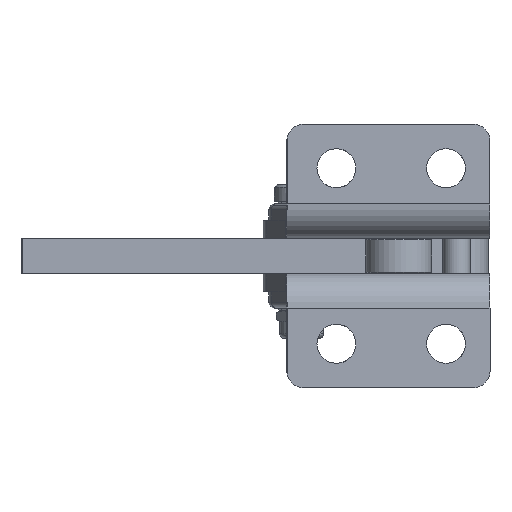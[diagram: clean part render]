
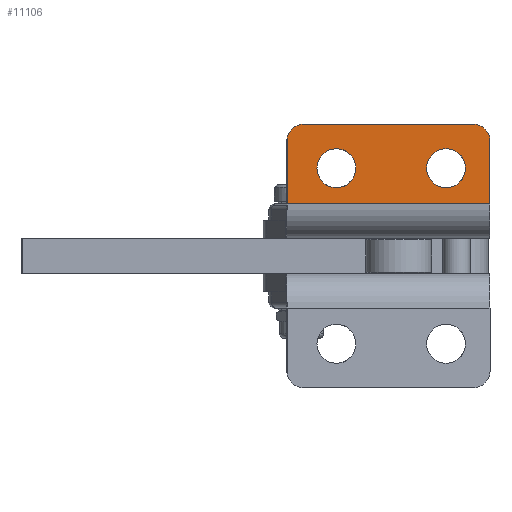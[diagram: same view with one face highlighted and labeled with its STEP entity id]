
A CAD part, front view. The second image highlights one B-rep face of the part: STEP entity #11106.
In plain terms, the highlighted planar face has unit normal (0.008, -1, 0).
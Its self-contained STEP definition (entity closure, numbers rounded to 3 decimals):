
#813=CARTESIAN_POINT('',(72.45,-36.799,-34.205));
#814=VERTEX_POINT('',#813);
#823=CARTESIAN_POINT('',(65.35,-36.852,-34.205));
#824=VERTEX_POINT('',#823);
#825=CARTESIAN_POINT('',(68.9,-36.825,-34.205));
#826=DIRECTION('',(-0.008,1.,0.));
#827=DIRECTION('',(1.,0.008,0.));
#828=AXIS2_PLACEMENT_3D('',#825,#826,#827);
#829=CIRCLE('',#828,3.55);
#830=EDGE_CURVE('',#824,#814,#829,.T.);
#876=CARTESIAN_POINT('',(92.449,-36.647,-34.205));
#877=VERTEX_POINT('',#876);
#886=CARTESIAN_POINT('',(85.349,-36.701,-34.205));
#887=VERTEX_POINT('',#886);
#888=CARTESIAN_POINT('',(88.899,-36.674,-34.205));
#889=DIRECTION('',(-0.008,1.,0.));
#890=DIRECTION('',(1.,0.008,0.));
#891=AXIS2_PLACEMENT_3D('',#888,#889,#890);
#892=CIRCLE('',#891,3.55);
#893=EDGE_CURVE('',#887,#877,#892,.T.);
#1012=CARTESIAN_POINT('',(96.02,-36.62,-27.083));
#1013=VERTEX_POINT('',#1012);
#1029=CARTESIAN_POINT('',(93.899,-36.636,-26.205));
#1030=VERTEX_POINT('',#1029);
#1037=CARTESIAN_POINT('',(93.899,-36.636,-29.205));
#1038=DIRECTION('',(-0.008,1.,0.));
#1039=DIRECTION('',(0.707,0.005,0.707));
#1040=AXIS2_PLACEMENT_3D('',#1037,#1038,#1039);
#1041=CIRCLE('',#1040,3.);
#1042=EDGE_CURVE('',#1030,#1013,#1041,.T.);
#1052=CARTESIAN_POINT('',(60.779,-36.887,-27.083));
#1053=VERTEX_POINT('',#1052);
#1062=CARTESIAN_POINT('',(62.9,-36.871,-26.205));
#1063=VERTEX_POINT('',#1062);
#1064=CARTESIAN_POINT('',(62.9,-36.871,-29.205));
#1065=DIRECTION('',(-0.008,1.,0.));
#1066=DIRECTION('',(-0.707,-0.005,0.707));
#1067=AXIS2_PLACEMENT_3D('',#1064,#1065,#1066);
#1068=CIRCLE('',#1067,3.);
#1069=EDGE_CURVE('',#1053,#1063,#1068,.T.);
#11004=CARTESIAN_POINT('',(59.9,-36.894,-29.205));
#11005=VERTEX_POINT('',#11004);
#11012=CARTESIAN_POINT('',(62.9,-36.871,-29.205));
#11013=DIRECTION('',(-0.008,1.,0.));
#11014=DIRECTION('',(-0.707,-0.005,0.707));
#11015=AXIS2_PLACEMENT_3D('',#11012,#11013,#11014);
#11016=CIRCLE('',#11015,3.);
#11017=EDGE_CURVE('',#11005,#1053,#11016,.T.);
#11028=CARTESIAN_POINT('',(93.899,-36.636,-26.205));
#11029=DIRECTION('',(-1.,-0.008,0.));
#11030=VECTOR('',#11029,31.);
#11031=LINE('',#11028,#11030);
#11032=EDGE_CURVE('',#1030,#1063,#11031,.T.);
#11044=CARTESIAN_POINT('',(78.58,-36.752,-49.073));
#11045=DIRECTION('',(-0.008,1.,0.));
#11046=DIRECTION('',(1.,0.008,0.));
#11047=AXIS2_PLACEMENT_3D('',#11044,#11045,#11046);
#11048=PLANE('',#11047);
#11049=ORIENTED_EDGE('',*,*,#11017,.F.);
#11050=CARTESIAN_POINT('',(59.9,-36.894,-40.704));
#11051=VERTEX_POINT('',#11050);
#11052=CARTESIAN_POINT('',(59.9,-36.894,-40.704));
#11053=DIRECTION('',(0.0,0.0,1.0));
#11054=VECTOR('',#11053,11.5);
#11055=LINE('',#11052,#11054);
#11056=EDGE_CURVE('',#11051,#11005,#11055,.T.);
#11057=ORIENTED_EDGE('',*,*,#11056,.F.);
#11058=CARTESIAN_POINT('',(96.899,-36.613,-40.704));
#11059=VERTEX_POINT('',#11058);
#11060=CARTESIAN_POINT('',(59.9,-36.894,-40.704));
#11061=DIRECTION('',(1.,0.008,0.));
#11062=VECTOR('',#11061,37.0);
#11063=LINE('',#11060,#11062);
#11064=EDGE_CURVE('',#11051,#11059,#11063,.T.);
#11065=ORIENTED_EDGE('',*,*,#11064,.T.);
#11066=CARTESIAN_POINT('',(96.899,-36.613,-29.205));
#11067=VERTEX_POINT('',#11066);
#11068=CARTESIAN_POINT('',(96.899,-36.613,-29.205));
#11069=DIRECTION('',(0.0,0.0,-1.0));
#11070=VECTOR('',#11069,11.5);
#11071=LINE('',#11068,#11070);
#11072=EDGE_CURVE('',#11067,#11059,#11071,.T.);
#11073=ORIENTED_EDGE('',*,*,#11072,.F.);
#11074=CARTESIAN_POINT('',(93.899,-36.636,-29.205));
#11075=DIRECTION('',(-0.008,1.,0.));
#11076=DIRECTION('',(0.707,0.005,0.707));
#11077=AXIS2_PLACEMENT_3D('',#11074,#11075,#11076);
#11078=CIRCLE('',#11077,3.);
#11079=EDGE_CURVE('',#1013,#11067,#11078,.T.);
#11080=ORIENTED_EDGE('',*,*,#11079,.F.);
#11081=ORIENTED_EDGE('',*,*,#1042,.F.);
#11082=ORIENTED_EDGE('',*,*,#11032,.T.);
#11083=ORIENTED_EDGE('',*,*,#1069,.F.);
#11084=EDGE_LOOP('',(#11049,#11057,#11065,#11073,#11080,#11081,#11082,#11083));
#11085=FACE_OUTER_BOUND('',#11084,.T.);
#11086=ORIENTED_EDGE('',*,*,#830,.T.);
#11087=CARTESIAN_POINT('',(68.9,-36.825,-34.205));
#11088=DIRECTION('',(-0.008,1.,0.));
#11089=DIRECTION('',(1.,0.008,0.));
#11090=AXIS2_PLACEMENT_3D('',#11087,#11088,#11089);
#11091=CIRCLE('',#11090,3.55);
#11092=EDGE_CURVE('',#814,#824,#11091,.T.);
#11093=ORIENTED_EDGE('',*,*,#11092,.T.);
#11094=EDGE_LOOP('',(#11086,#11093));
#11095=FACE_BOUND('',#11094,.T.);
#11096=ORIENTED_EDGE('',*,*,#893,.T.);
#11097=CARTESIAN_POINT('',(88.899,-36.674,-34.205));
#11098=DIRECTION('',(-0.008,1.,0.));
#11099=DIRECTION('',(1.,0.008,0.));
#11100=AXIS2_PLACEMENT_3D('',#11097,#11098,#11099);
#11101=CIRCLE('',#11100,3.55);
#11102=EDGE_CURVE('',#877,#887,#11101,.T.);
#11103=ORIENTED_EDGE('',*,*,#11102,.T.);
#11104=EDGE_LOOP('',(#11096,#11103));
#11105=FACE_BOUND('',#11104,.T.);
#11106=ADVANCED_FACE('',(#11085,#11095,#11105),#11048,.F.);
